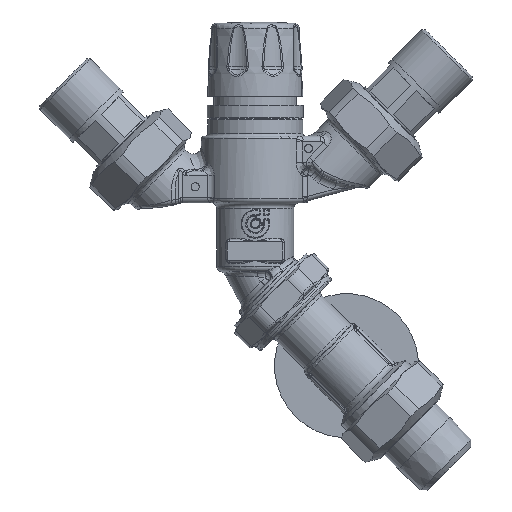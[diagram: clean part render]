
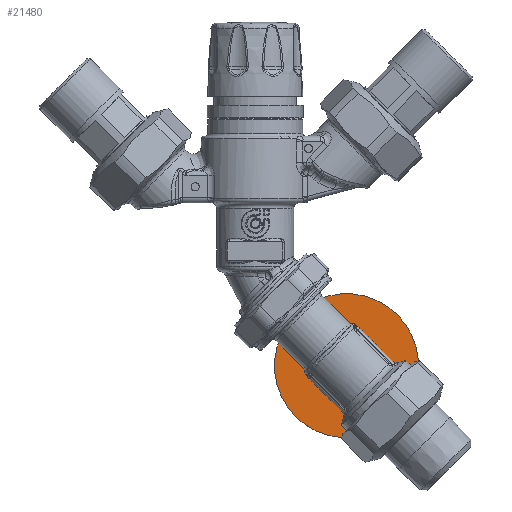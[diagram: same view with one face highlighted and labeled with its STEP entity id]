
A CAD part, top view. The second image highlights one B-rep face of the part: STEP entity #21480.
In plain terms, the highlighted face is planar.
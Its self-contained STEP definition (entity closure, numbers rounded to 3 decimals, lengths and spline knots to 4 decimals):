
#2408=FACE_BOUND('',#5576,.T.);
#4115=FACE_OUTER_BOUND('',#5575,.T.);
#5575=EDGE_LOOP('',(#19202));
#5576=EDGE_LOOP('',(#19203));
#8609=CIRCLE('',#23936,1.03);
#8613=CIRCLE('',#23944,0.3);
#10301=VERTEX_POINT('',#74216);
#10305=VERTEX_POINT('',#74230);
#13292=EDGE_CURVE('',#10301,#10301,#8609,.T.);
#13298=EDGE_CURVE('',#10305,#10305,#8613,.T.);
#19202=ORIENTED_EDGE('',*,*,#13292,.T.);
#19203=ORIENTED_EDGE('',*,*,#13298,.T.);
#20182=PLANE('',#23946);
#21480=ADVANCED_FACE('',(#4115,#2408),#20182,.F.);
#23936=AXIS2_PLACEMENT_3D('',#74218,#29298,#29299);
#23944=AXIS2_PLACEMENT_3D('',#74232,#29316,#29317);
#23946=AXIS2_PLACEMENT_3D('',#74234,#29320,#29321);
#29298=DIRECTION('center_axis',(-1.,0.,0.));
#29299=DIRECTION('ref_axis',(0.,1.,0.));
#29316=DIRECTION('center_axis',(1.,0.,0.));
#29317=DIRECTION('ref_axis',(0.,-1.,0.));
#29320=DIRECTION('center_axis',(1.,0.,0.));
#29321=DIRECTION('ref_axis',(0.,-1.,0.));
#74216=CARTESIAN_POINT('',(1.0824,-1.03,0.));
#74218=CARTESIAN_POINT('Origin',(1.0824,0.,
0.));
#74230=CARTESIAN_POINT('',(1.0824,0.3,0.));
#74232=CARTESIAN_POINT('Origin',(1.0824,0.,
0.));
#74234=CARTESIAN_POINT('Origin',(1.0824,0.,
0.));
